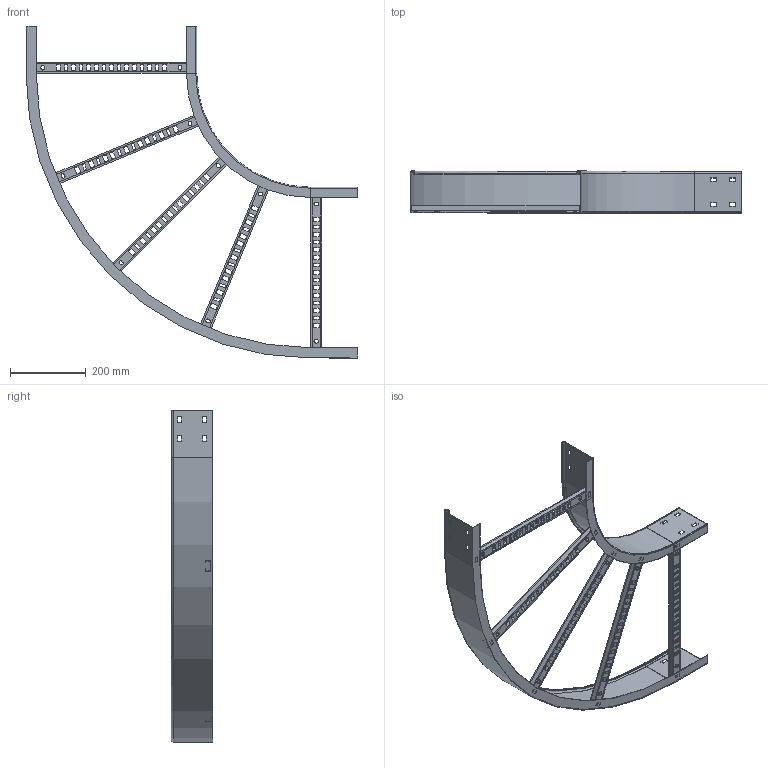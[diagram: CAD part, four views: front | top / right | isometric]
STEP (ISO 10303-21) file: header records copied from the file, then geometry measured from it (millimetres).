
FILE_DESCRIPTION (( 'STEP AP214' ), '1' );
FILE_NAME ('6225148.STEP', '2020-08-11T06:47:50', ( '' ), ( '' ), 'SwSTEP 2.0', 'SolidWorks 2018', '' );
FILE_SCHEMA (( 'AUTOMOTIVE_DESIGN' ));
Length unit declared in the file: millimetre
Products named in the file (4): 079986_L=0442; 086324_Auáenholm 110xR750; 086304_Innenholm 110xR300; 6225148
Assembly tree (7 placements, depth 2):
  6225148
    086304_Innenholm 110xR300
    086324_Auáenholm 110xR750
    079986_L=0442  x5
Bounding box: 875 x 110 x 875 mm (x, y, z)
Volume: 681467.6 mm3; surface area: 930972.1 mm2
Topology: 7 solids, 7 shells, 1160 faces, 3308 edges, 2172 vertices
Faces by surface type: plane 628, cylinder 446, cone 80, torus 6
Entity records: 13300 total; most frequent: CARTESIAN_POINT 2506, DIRECTION 2246, ORIENTED_EDGE 2216, EDGE_CURVE 1108, VECTOR 758, LINE 758, AXIS2_PLACEMENT_3D 744, VERTEX_POINT 716
